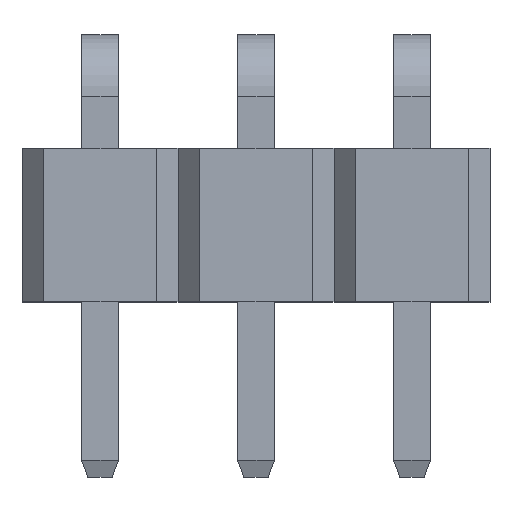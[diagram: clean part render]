
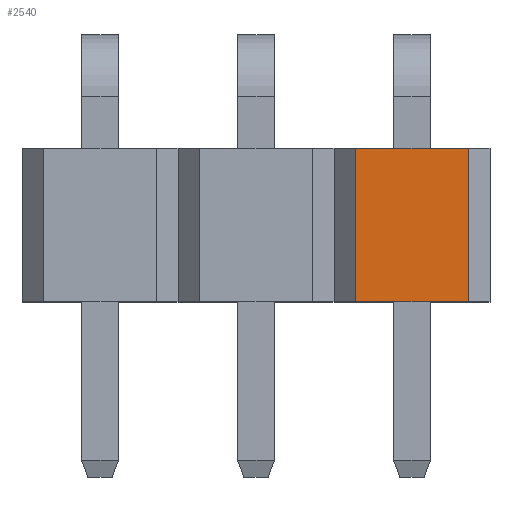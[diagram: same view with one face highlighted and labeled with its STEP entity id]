
A CAD part, top view. The second image highlights one B-rep face of the part: STEP entity #2540.
In plain terms, the highlighted planar face has unit normal (0, 0, 1).
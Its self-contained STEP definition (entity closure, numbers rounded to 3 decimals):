
#2527=AXIS2_PLACEMENT_3D('Plane Axis2P3D',#2524,#2525,#2526) ;
#2188=CARTESIAN_POINT('Vertex',(-0.916,1.75,1.27)) ;
#2191=CARTESIAN_POINT('Line Origine',(0.,1.75,1.27)) ;
#2195=CARTESIAN_POINT('Vertex',(0.916,1.75,1.27)) ;
#2297=CARTESIAN_POINT('Vertex',(0.916,-0.75,1.27)) ;
#2300=CARTESIAN_POINT('Line Origine',(0.,-0.75,1.27)) ;
#2304=CARTESIAN_POINT('Vertex',(-0.916,-0.75,1.27)) ;
#2512=CARTESIAN_POINT('Line Origine',(0.916,0.5,1.27)) ;
#2524=CARTESIAN_POINT('Axis2P3D Location',(-4.164,0.,1.27)) ;
#2529=CARTESIAN_POINT('Line Origine',(-0.916,0.5,1.27)) ;
#2192=DIRECTION('Vector Direction',(-1.,0.,0.)) ;
#2301=DIRECTION('Vector Direction',(-1.,0.,0.)) ;
#2513=DIRECTION('Vector Direction',(0.,1.,0.)) ;
#2525=DIRECTION('Axis2P3D Direction',(0.,0.,-1.)) ;
#2526=DIRECTION('Axis2P3D XDirection',(-1.,0.,0.)) ;
#2530=DIRECTION('Vector Direction',(0.,1.,0.)) ;
#2193=VECTOR('Line Direction',#2192,1.) ;
#2302=VECTOR('Line Direction',#2301,1.) ;
#2514=VECTOR('Line Direction',#2513,1.) ;
#2531=VECTOR('Line Direction',#2530,1.) ;
#2535=ORIENTED_EDGE('',*,*,#2533,.F.) ;
#2536=ORIENTED_EDGE('',*,*,#2306,.T.) ;
#2537=ORIENTED_EDGE('',*,*,#2516,.T.) ;
#2538=ORIENTED_EDGE('',*,*,#2197,.F.) ;
#2540=ADVANCED_FACE('PartBody',(#2539),#2528,.F.) ;
#2197=EDGE_CURVE('',#2189,#2196,#2194,.F.) ;
#2306=EDGE_CURVE('',#2305,#2298,#2303,.F.) ;
#2516=EDGE_CURVE('',#2298,#2196,#2515,.T.) ;
#2533=EDGE_CURVE('',#2305,#2189,#2532,.T.) ;
#2534=EDGE_LOOP('',(#2535,#2536,#2537,#2538)) ;
#2539=FACE_OUTER_BOUND('',#2534,.T.) ;
#2194=LINE('Line',#2191,#2193) ;
#2303=LINE('Line',#2300,#2302) ;
#2515=LINE('Line',#2512,#2514) ;
#2532=LINE('Line',#2529,#2531) ;
#2528=PLANE('Plane',#2527) ;
#2189=VERTEX_POINT('',#2188) ;
#2196=VERTEX_POINT('',#2195) ;
#2298=VERTEX_POINT('',#2297) ;
#2305=VERTEX_POINT('',#2304) ;
